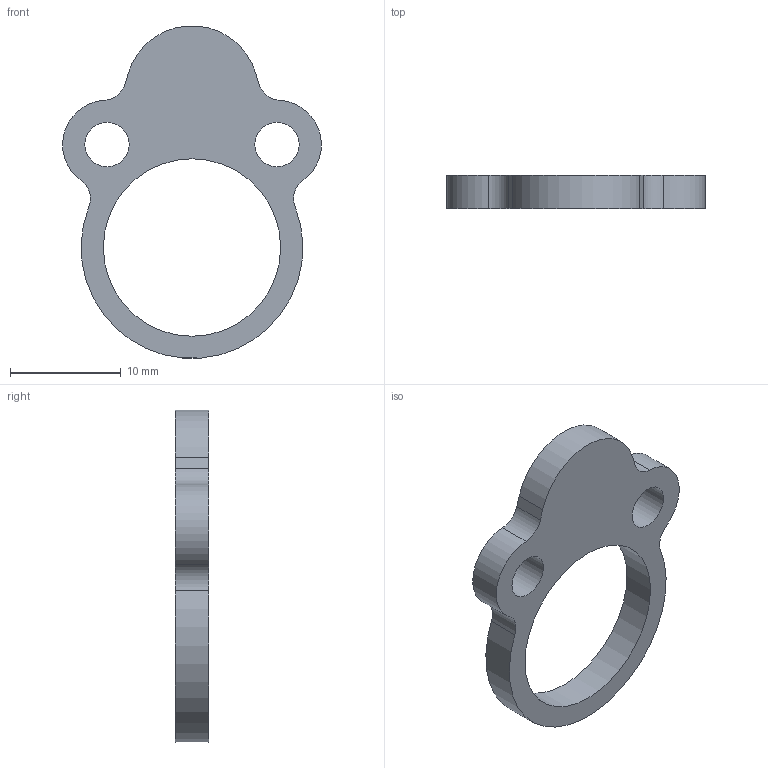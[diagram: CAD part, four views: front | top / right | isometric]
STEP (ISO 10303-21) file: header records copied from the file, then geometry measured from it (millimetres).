
FILE_DESCRIPTION(/* description */ (''),/* implementation_level */ '2;1');
FILE_NAME(/* name */ '14-Syringe tray 3.step',/* time_stamp */ '2018-10-08T16:53:39+02:00',/* author */ ('Rodrigo HC'),/* organization */ (''),/* preprocessor_version */ 'ST-DEVELOPER v16.1',/* originating_system */ 'Autodesk Inventor 2016',/* authorisation */ '');
FILE_SCHEMA (('AUTOMOTIVE_DESIGN { 1 0 10303 214 3 1 1 }'));
Length unit declared in the file: millimetre
Products named in the file (1): 14-Syringe tray 3
Bounding box: 23.33 x 3 x 29.94 mm (x, y, z)
Volume: 817.9 mm3; surface area: 1030.7 mm2
Topology: 1 solids, 1 shells, 15 faces, 39 edges, 26 vertices
Faces by surface type: cylinder 11, plane 4
Full cylindrical faces by diameter (mm): 4 x2, 16 x1
Entity records: 496 total; most frequent: DIRECTION 90, CARTESIAN_POINT 78, ORIENTED_EDGE 72, AXIS2_PLACEMENT_3D 38, EDGE_CURVE 36, VERTEX_POINT 26, EDGE_LOOP 24, CIRCLE 22
